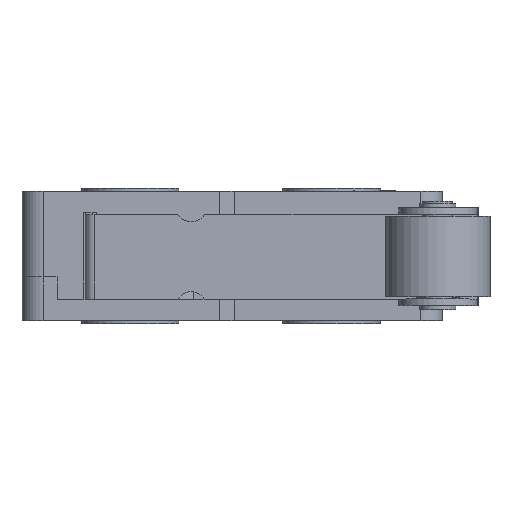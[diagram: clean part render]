
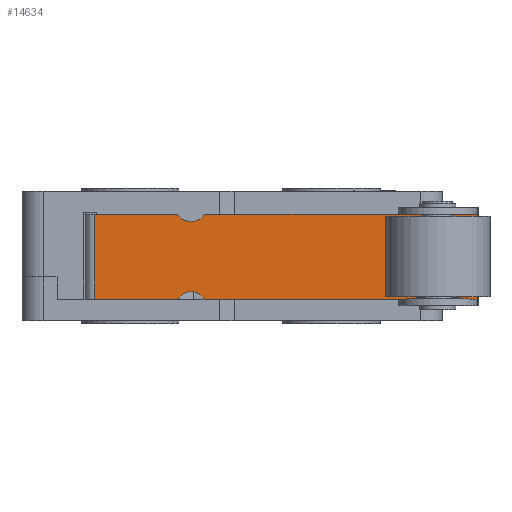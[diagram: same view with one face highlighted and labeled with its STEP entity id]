
A CAD part, top view. The second image highlights one B-rep face of the part: STEP entity #14634.
In plain terms, the highlighted planar face has unit normal (-0.013, 0, 1).
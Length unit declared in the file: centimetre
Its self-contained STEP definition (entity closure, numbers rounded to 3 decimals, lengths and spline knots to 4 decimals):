
#895=FACE_OUTER_BOUND('',#1716,.T.);
#1716=EDGE_LOOP('',(#9769,#9770,#9771,#9772,#9773,#9774,#9775,#9776,#9777,
#9778));
#2560=CIRCLE('',#15444,0.075);
#2563=CIRCLE('',#15448,0.075);
#2669=LINE('',#19121,#4305);
#2694=LINE('',#19185,#4330);
#2711=LINE('',#19251,#4347);
#2720=LINE('',#19275,#4356);
#2727=LINE('',#19286,#4363);
#2728=LINE('',#19288,#4364);
#2729=LINE('',#19289,#4365);
#2730=LINE('',#19290,#4366);
#4305=VECTOR('',#16124,1.);
#4330=VECTOR('',#16177,1.);
#4347=VECTOR('',#16246,1.);
#4356=VECTOR('',#16269,1.);
#4363=VECTOR('',#16284,1.);
#4364=VECTOR('',#16287,1.);
#4365=VECTOR('',#16288,1.);
#4366=VECTOR('',#16289,1.);
#5942=VERTEX_POINT('',#19118);
#5943=VERTEX_POINT('',#19120);
#5959=VERTEX_POINT('',#19161);
#5962=VERTEX_POINT('',#19168);
#5964=VERTEX_POINT('',#19172);
#5968=VERTEX_POINT('',#19183);
#5990=VERTEX_POINT('',#19248);
#5991=VERTEX_POINT('',#19250);
#5998=VERTEX_POINT('',#19272);
#5999=VERTEX_POINT('',#19274);
#7413=EDGE_CURVE('',#5942,#5943,#2669,.T.);
#7434=EDGE_CURVE('',#5942,#5959,#2560,.T.);
#7439=EDGE_CURVE('',#5962,#5964,#2563,.T.);
#7445=EDGE_CURVE('',#5968,#5964,#2694,.T.);
#7475=EDGE_CURVE('',#5990,#5991,#2711,.T.);
#7487=EDGE_CURVE('',#5998,#5999,#2720,.T.);
#7494=EDGE_CURVE('',#5943,#5968,#2727,.T.);
#7495=EDGE_CURVE('',#5999,#5959,#2728,.T.);
#7496=EDGE_CURVE('',#5998,#5991,#2729,.T.);
#7497=EDGE_CURVE('',#5962,#5990,#2730,.T.);
#9769=ORIENTED_EDGE('',*,*,#7434,.T.);
#9770=ORIENTED_EDGE('',*,*,#7495,.F.);
#9771=ORIENTED_EDGE('',*,*,#7487,.F.);
#9772=ORIENTED_EDGE('',*,*,#7496,.T.);
#9773=ORIENTED_EDGE('',*,*,#7475,.F.);
#9774=ORIENTED_EDGE('',*,*,#7497,.F.);
#9775=ORIENTED_EDGE('',*,*,#7439,.T.);
#9776=ORIENTED_EDGE('',*,*,#7445,.F.);
#9777=ORIENTED_EDGE('',*,*,#7494,.F.);
#9778=ORIENTED_EDGE('',*,*,#7413,.F.);
#14109=PLANE('',#15489);
#14634=ADVANCED_FACE('',(#895),#14109,.T.);
#15444=AXIS2_PLACEMENT_3D('',#19164,#16156,#16157);
#15448=AXIS2_PLACEMENT_3D('',#19174,#16166,#16167);
#15489=AXIS2_PLACEMENT_3D('',#19287,#16285,#16286);
#16124=DIRECTION('',(-1.,0.,-0.013));
#16156=DIRECTION('center_axis',(0.013,0.,
-1.));
#16157=DIRECTION('ref_axis',(1.,0.,0.013));
#16166=DIRECTION('center_axis',(0.013,0.,
-1.));
#16167=DIRECTION('ref_axis',(1.,0.,0.013));
#16177=DIRECTION('',(1.,0.,0.013));
#16246=DIRECTION('',(1.,0.,0.013));
#16269=DIRECTION('',(-1.,0.,-0.013));
#16284=DIRECTION('',(0.,1.,0.));
#16285=DIRECTION('center_axis',(-0.013,0.,
1.));
#16286=DIRECTION('ref_axis',(-1.,0.,-0.013));
#16287=DIRECTION('',(-1.,0.,-0.013));
#16288=DIRECTION('',(0.,1.,0.));
#16289=DIRECTION('',(1.,0.,0.013));
#19118=CARTESIAN_POINT('',(0.224,-0.51,0.8803));
#19120=CARTESIAN_POINT('',(-0.1675,-0.51,0.8752));
#19121=CARTESIAN_POINT('',(-0.2125,-0.51,0.8746));
#19161=CARTESIAN_POINT('',(0.3509,-0.51,0.882));
#19164=CARTESIAN_POINT('Origin',(0.2875,-0.55,0.8812));
#19168=CARTESIAN_POINT('',(0.3509,-0.11,0.882));
#19172=CARTESIAN_POINT('',(0.224,-0.11,0.8803));
#19174=CARTESIAN_POINT('Origin',(0.2875,-0.07,0.8812));
#19183=CARTESIAN_POINT('',(-0.1675,-0.11,0.8752));
#19185=CARTESIAN_POINT('',(-0.2125,-0.11,0.8746));
#19248=CARTESIAN_POINT('',(1.2694,-0.11,0.8941));
#19250=CARTESIAN_POINT('',(1.6393,-0.11,0.899));
#19251=CARTESIAN_POINT('',(-0.2125,-0.11,0.8746));
#19272=CARTESIAN_POINT('',(1.6393,-0.51,0.899));
#19274=CARTESIAN_POINT('',(1.2694,-0.51,0.8941));
#19275=CARTESIAN_POINT('',(-0.2125,-0.51,0.8746));
#19286=CARTESIAN_POINT('',(-0.1675,-0.1763,0.8752));
#19287=CARTESIAN_POINT('Origin',(-0.1975,-0.31,0.8748));
#19288=CARTESIAN_POINT('',(-0.2125,-0.51,0.8746));
#19289=CARTESIAN_POINT('',(1.6393,-0.51,0.899));
#19290=CARTESIAN_POINT('',(-0.2125,-0.11,0.8746));
